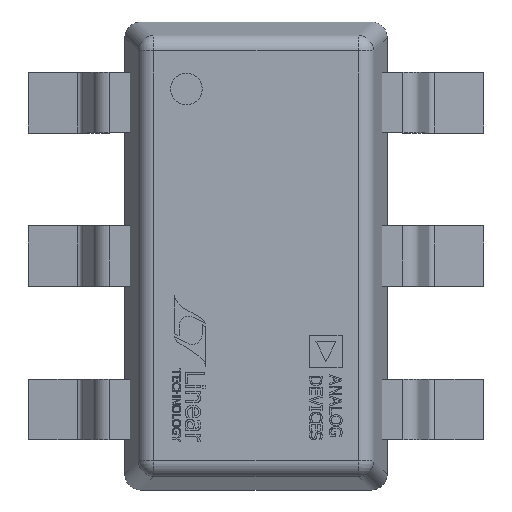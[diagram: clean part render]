
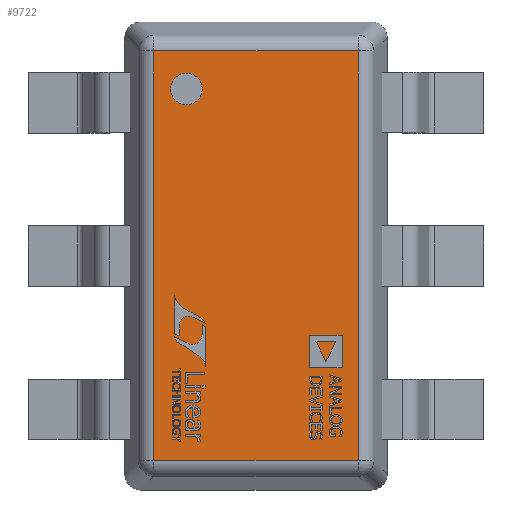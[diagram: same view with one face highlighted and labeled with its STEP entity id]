
A CAD part, top view. The second image highlights one B-rep face of the part: STEP entity #9722.
In plain terms, the highlighted planar face has unit normal (0, 0, 1).
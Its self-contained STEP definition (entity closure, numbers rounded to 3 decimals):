
#626=PLANE('',#10358);
#983=LINE('',#12913,#2023);
#987=LINE('',#12936,#2027);
#991=LINE('',#12945,#2031);
#993=LINE('',#12948,#2033);
#2023=VECTOR('',#10874,1.265);
#2027=VECTOR('',#10900,1.265);
#2031=VECTOR('',#10910,2.54);
#2033=VECTOR('',#10914,2.54);
#3131=FACE_OUTER_BOUND('',#3700,.T.);
#3700=EDGE_LOOP('',(#6874,#6875,#6876,#6877));
#4359=VERTEX_POINT('',#12887);
#4364=VERTEX_POINT('',#12900);
#4369=VERTEX_POINT('',#12916);
#4373=VERTEX_POINT('',#12928);
#5339=EDGE_CURVE('',#4359,#4364,#983,.T.);
#5350=EDGE_CURVE('',#4373,#4369,#987,.T.);
#5355=EDGE_CURVE('',#4364,#4373,#991,.T.);
#5357=EDGE_CURVE('',#4369,#4359,#993,.T.);
#6874=ORIENTED_EDGE('',*,*,#5350,.F.);
#6875=ORIENTED_EDGE('',*,*,#5355,.F.);
#6876=ORIENTED_EDGE('',*,*,#5339,.F.);
#6877=ORIENTED_EDGE('',*,*,#5357,.F.);
#9722=ADVANCED_FACE('',(#3131),#626,.T.);
#10358=AXIS2_PLACEMENT_3D('',#12978,#10955,#10956);
#10874=DIRECTION('',(-1.,0.,0.));
#10900=DIRECTION('',(1.,0.,0.));
#10910=DIRECTION('',(0.,1.,0.));
#10914=DIRECTION('',(0.,-1.,0.));
#10955=DIRECTION('center_axis',(0.,0.,1.));
#10956=DIRECTION('ref_axis',(1.,0.,0.));
#12887=CARTESIAN_POINT('',(0.632,-1.27,0.9));
#12900=CARTESIAN_POINT('',(-0.632,-1.27,0.9));
#12913=CARTESIAN_POINT('',(-0.203,-1.27,0.9));
#12916=CARTESIAN_POINT('',(0.632,1.27,0.9));
#12928=CARTESIAN_POINT('',(-0.632,1.27,0.9));
#12936=CARTESIAN_POINT('',(0.203,1.27,0.9));
#12945=CARTESIAN_POINT('',(-0.632,0.363,0.9));
#12948=CARTESIAN_POINT('',(0.632,-0.363,0.9));
#12978=CARTESIAN_POINT('Origin',(0.,0.,
0.9));
